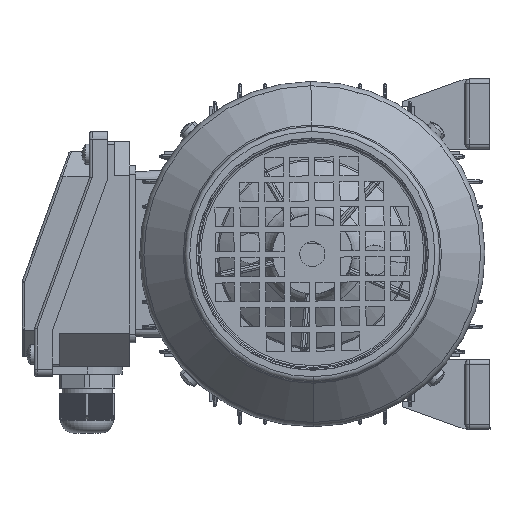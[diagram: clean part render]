
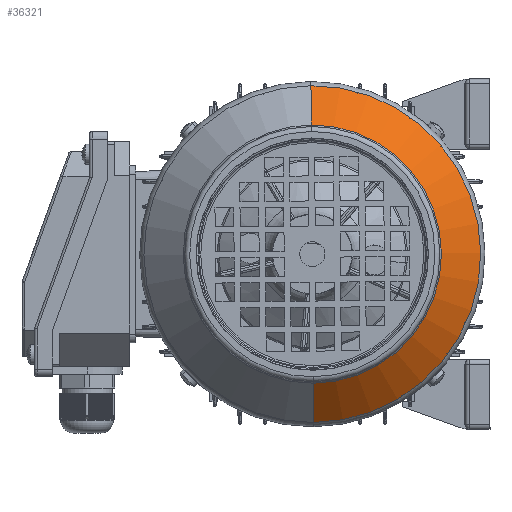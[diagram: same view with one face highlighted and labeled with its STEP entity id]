
A CAD part, left-side view. The second image highlights one B-rep face of the part: STEP entity #36321.
In plain terms, the highlighted conical face has half-angle 45 degrees and reference radius 51.586 mm.
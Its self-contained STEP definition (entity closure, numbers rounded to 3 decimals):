
#33345 = EDGE_CURVE ( 'NONE', #33368, #33346, #36336, .T. ) ;
#33346 = VERTEX_POINT ( 'NONE', #36329 ) ;
#33349 = VERTEX_POINT ( 'NONE', #36453 ) ;
#33351 = EDGE_CURVE ( 'NONE', #33369, #33349, #36447, .T. ) ;
#33367 = EDGE_CURVE ( 'NONE', #33368, #33369, #36413, .T. ) ;
#33368 = VERTEX_POINT ( 'NONE', #36394 ) ;
#33369 = VERTEX_POINT ( 'NONE', #36392 ) ;
#36315 = EDGE_CURVE ( 'NONE', #33346, #33349, #43940, .T. ) ;
#36321 = ADVANCED_FACE ( 'NONE', ( #43923 ), #43921, .T. ) ;
#36323 = EDGE_LOOP ( 'NONE', ( #36325, #36326, #36327, #36328 ) ) ;
#36325 = ORIENTED_EDGE ( 'NONE', *, *, #33345, .F. ) ;
#36326 = ORIENTED_EDGE ( 'NONE', *, *, #33367, .T. ) ;
#36327 = ORIENTED_EDGE ( 'NONE', *, *, #33351, .T. ) ;
#36328 = ORIENTED_EDGE ( 'NONE', *, *, #36315, .F. ) ;
#36329 = CARTESIAN_POINT ( 'NONE',  ( 53.713, 0., -67.287 ) ) ;
#36331 = DIRECTION ( 'NONE',  ( -0.707, 0., -0.707 ) ) ;
#36332 = VECTOR ( 'NONE', #36331, 1000. ) ;
#36334 = CARTESIAN_POINT ( 'NONE',  ( 69.414, 0., -51.586 ) ) ;
#36336 = LINE ( 'NONE', #36334, #36332 ) ;
#36392 = CARTESIAN_POINT ( 'NONE',  ( 69.414, 0., 51.586 ) ) ;
#36394 = CARTESIAN_POINT ( 'NONE',  ( 69.414, 0., -51.586 ) ) ;
#36395 = DIRECTION ( 'NONE',  ( 0., 0., 1. ) ) ;
#36397 = DIRECTION ( 'NONE',  ( -1., 0., 0. ) ) ;
#36399 = CARTESIAN_POINT ( 'NONE',  ( 69.414, 0., 0. ) ) ;
#36401 = AXIS2_PLACEMENT_3D ( 'NONE', #36399, #36397, #36395 ) ;
#36413 = CIRCLE ( 'NONE', #36401, 51.586 ) ;
#36443 = DIRECTION ( 'NONE',  ( -0.707, 0., 0.707 ) ) ;
#36444 = VECTOR ( 'NONE', #36443, 1000. ) ;
#36446 = CARTESIAN_POINT ( 'NONE',  ( 69.414, 0., 51.586 ) ) ;
#36447 = LINE ( 'NONE', #36446, #36444 ) ;
#36453 = CARTESIAN_POINT ( 'NONE',  ( 53.713, 0., 67.287 ) ) ;
#43908 = DIRECTION ( 'NONE',  ( 0., 0., 1. ) ) ;
#43910 = DIRECTION ( 'NONE',  ( -1., 0., 0. ) ) ;
#43912 = CARTESIAN_POINT ( 'NONE',  ( 69.414, 0., 0. ) ) ;
#43913 = AXIS2_PLACEMENT_3D ( 'NONE', #43912, #43910, #43908 ) ;
#43921 = CONICAL_SURFACE ( 'NONE', #43913, 51.586, 0.785 ) ;
#43923 = FACE_OUTER_BOUND ( 'NONE', #36323, .T. ) ;
#43924 = DIRECTION ( 'NONE',  ( 0., 0., 1. ) ) ;
#43926 = DIRECTION ( 'NONE',  ( -1., 0., 0. ) ) ;
#43928 = CARTESIAN_POINT ( 'NONE',  ( 53.713, 0., 0. ) ) ;
#43929 = AXIS2_PLACEMENT_3D ( 'NONE', #43928, #43926, #43924 ) ;
#43940 = CIRCLE ( 'NONE', #43929, 67.287 ) ;
